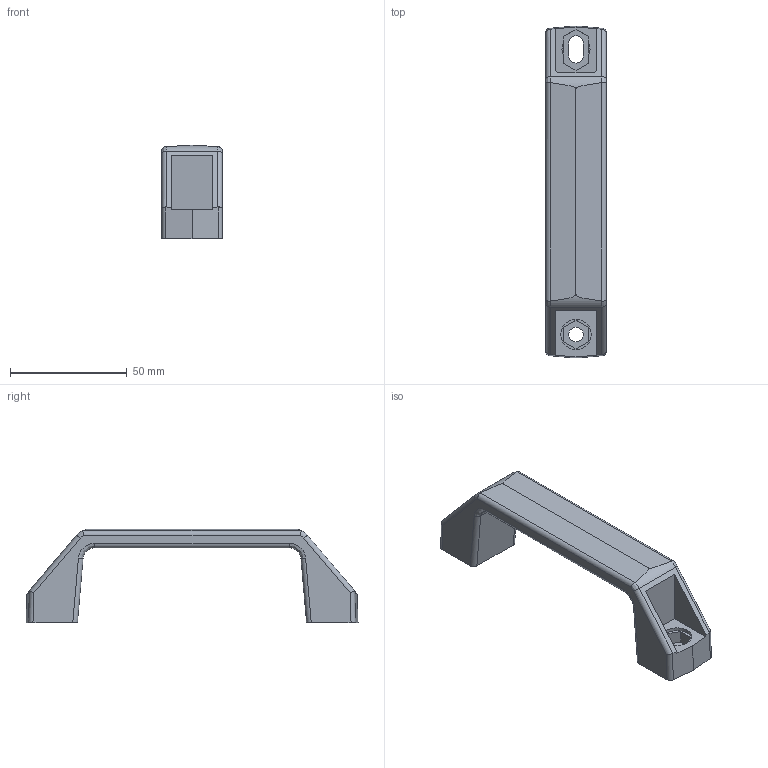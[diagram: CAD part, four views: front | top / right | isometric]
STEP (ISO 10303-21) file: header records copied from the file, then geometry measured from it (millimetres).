
FILE_DESCRIPTION (( 'STEP AP203' ), '1' );
FILE_NAME ('402750001_c_1.STEP', '2023-03-31T03:45:59', ( '' ), ( '' ), 'SwSTEP 2.0', 'SolidWorks 2014', '' );
FILE_SCHEMA (( 'CONFIG_CONTROL_DESIGN' ));
Length unit declared in the file: millimetre
Products named in the file (1): 402750001_c_1
Bounding box: 26 x 142 x 40 mm (x, y, z)
Volume: 39071.7 mm3; surface area: 15216.5 mm2
Topology: 1 solids, 1 shells, 83 faces, 222 edges, 144 vertices
Faces by surface type: plane 44, cylinder 31, bspline 8
Entity records: 2787 total; most frequent: CARTESIAN_POINT 724, ORIENTED_EDGE 444, DIRECTION 376, EDGE_CURVE 222, VERTEX_POINT 144, VECTOR 144, LINE 144, AXIS2_PLACEMENT_3D 116
